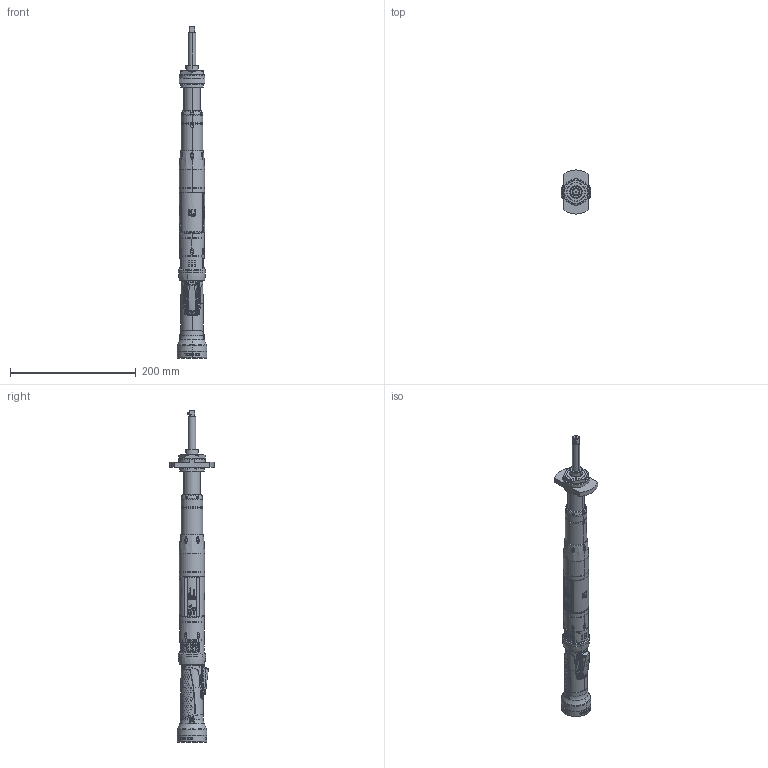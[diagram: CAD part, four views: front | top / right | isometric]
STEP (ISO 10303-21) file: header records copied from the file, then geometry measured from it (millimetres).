
FILE_DESCRIPTION((''),'2;1');
FILE_NAME('EXTTTT_COMPPP_SW0001','2023-06-26T10:45:26',('INEdipo'),(''),'CREO PARAMETRIC BY PTC INC, 2022414','CREO PARAMETRIC BY PTC INC, 2022414','');
FILE_SCHEMA(('CONFIG_CONTROL_DESIGN'));
Products named in the file (1): EXTTTT_COMPPP_SW0001
Bounding box: 47.62 x 70 x 527.22 mm (x, y, z)
Volume: 522361.4 mm3; surface area: 83328.1 mm2
Topology: 2 solids, 4 shells, 4191 faces, 11332 edges, 7394 vertices
Faces by surface type: plane 1806, bspline 790, extrusion 733, cylinder 644, cone 105, torus 70, sphere 24, revolution 19
Entity records: 207763 total; most frequent: CARTESIAN_POINT 113703, ORIENTED_EDGE 22652, DIRECTION 13838, EDGE_CURVE 11326, VERTEX_POINT 7394, B_SPLINE_CURVE_WITH_KNOTS 5922, VECTOR 5257, LINE 4524
